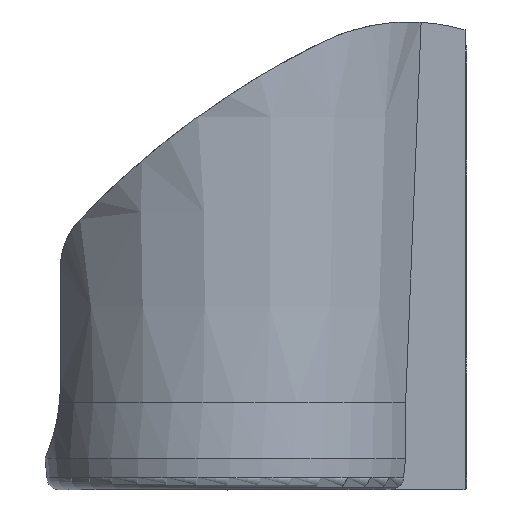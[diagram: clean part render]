
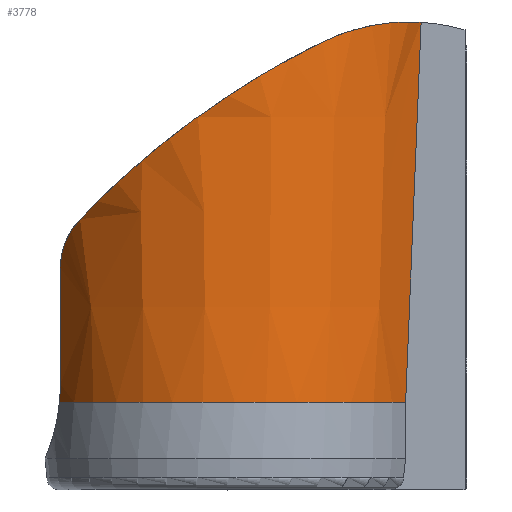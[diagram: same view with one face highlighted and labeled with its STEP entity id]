
A CAD part, top view. The second image highlights one B-rep face of the part: STEP entity #3778.
In plain terms, the highlighted conical face has half-angle 2.201 degrees and reference radius 47 mm.
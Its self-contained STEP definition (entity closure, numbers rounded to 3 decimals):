
#24=CONICAL_SURFACE('',#3946,47.,0.038);
#50=CIRCLE('',#3944,47.);
#277=B_SPLINE_CURVE_WITH_KNOTS('',3,(#5218,#5219,#5220,#5221,#5222,#5223,
#5224),.UNSPECIFIED.,.F.,.F.,(4,1,1,1,4),(0.,0.004,
0.008,0.012,0.016),
 .UNSPECIFIED.);
#281=B_SPLINE_CURVE_WITH_KNOTS('',3,(#5275,#5276,#5277,#5278,#5279,#5280,
#5281,#5282,#5283,#5284,#5285,#5286,#5287,#5288,#5289),.UNSPECIFIED.,.F.,
 .F.,(4,1,1,1,1,1,1,1,1,1,1,1,4),(0.,0.01,
0.015,0.02,0.025,0.03,
0.035,0.041,0.051,0.061,
0.066,0.071,0.081),.UNSPECIFIED.);
#283=B_SPLINE_CURVE_WITH_KNOTS('',3,(#5313,#5314,#5315,#5316,#5317,#5318,
#5319,#5320,#5321),.UNSPECIFIED.,.F.,.F.,(4,1,1,1,1,1,4),(0.,
0.01,0.015,0.02,0.03,
0.035,0.04),.UNSPECIFIED.);
#291=B_SPLINE_CURVE_WITH_KNOTS('',3,(#5479,#5480,#5481,#5482),
 .UNSPECIFIED.,.F.,.F.,(4,4),(0.,0.029),
 .UNSPECIFIED.);
#297=B_SPLINE_CURVE_WITH_KNOTS('',3,(#5532,#5533,#5534,#5535),
 .UNSPECIFIED.,.F.,.F.,(4,4),(0.,0.005),
 .UNSPECIFIED.);
#298=B_SPLINE_CURVE_WITH_KNOTS('',3,(#5536,#5537,#5538,#5539),
 .UNSPECIFIED.,.F.,.F.,(4,4),(0.101,0.197),
 .UNSPECIFIED.);
#459=ORIENTED_EDGE('',*,*,#1292,.F.);
#460=ORIENTED_EDGE('',*,*,#1288,.T.);
#461=ORIENTED_EDGE('',*,*,#1293,.F.);
#462=ORIENTED_EDGE('',*,*,#1228,.T.);
#463=ORIENTED_EDGE('',*,*,#1225,.T.);
#464=ORIENTED_EDGE('',*,*,#1219,.T.);
#465=ORIENTED_EDGE('',*,*,#1280,.F.);
#1219=EDGE_CURVE('',#1648,#1647,#277,.T.);
#1225=EDGE_CURVE('',#1652,#1648,#281,.T.);
#1228=EDGE_CURVE('',#1653,#1652,#283,.T.);
#1280=EDGE_CURVE('',#1692,#1647,#291,.T.);
#1288=EDGE_CURVE('',#1697,#1699,#50,.T.);
#1292=EDGE_CURVE('',#1697,#1692,#297,.T.);
#1293=EDGE_CURVE('',#1653,#1699,#298,.T.);
#1647=VERTEX_POINT('',#5217);
#1648=VERTEX_POINT('',#5225);
#1652=VERTEX_POINT('',#5290);
#1653=VERTEX_POINT('',#5322);
#1692=VERTEX_POINT('',#5478);
#1697=VERTEX_POINT('',#5511);
#1699=VERTEX_POINT('',#5515);
#2371=EDGE_LOOP('',(#459,#460,#461,#462,#463,#464,#465));
#2540=FACE_BOUND('',#2371,.T.);
#3778=ADVANCED_FACE('',(#2540),#24,.T.);
#3944=AXIS2_PLACEMENT_3D('',#5516,#4381,#4382);
#3946=AXIS2_PLACEMENT_3D('',#5531,#4385,#4386);
#4381=DIRECTION('',(0.,1.,0.));
#4382=DIRECTION('',(0.,0.,1.));
#4385=DIRECTION('',(0.,1.,0.));
#4386=DIRECTION('',(0.,0.,1.));
#5217=CARTESIAN_POINT('',(-43.115,55.893,21.775));
#5218=CARTESIAN_POINT('',(-38.154,68.203,30.385));
#5219=CARTESIAN_POINT('',(-38.854,67.474,29.461));
#5220=CARTESIAN_POINT('',(-40.123,65.907,27.638));
#5221=CARTESIAN_POINT('',(-41.659,63.172,25.047));
#5222=CARTESIAN_POINT('',(-42.788,59.883,22.77));
#5223=CARTESIAN_POINT('',(-43.113,57.273,21.896));
#5224=CARTESIAN_POINT('',(-43.115,55.893,21.775));
#5225=CARTESIAN_POINT('',(-38.154,68.203,30.385));
#5275=CARTESIAN_POINT('',(22.949,112.875,44.975));
#5276=CARTESIAN_POINT('',(20.127,111.488,46.355));
#5277=CARTESIAN_POINT('',(15.839,109.267,47.958));
#5278=CARTESIAN_POINT('',(10.058,106.017,49.277));
#5279=CARTESIAN_POINT('',(5.676,103.418,49.87));
#5280=CARTESIAN_POINT('',(1.335,100.703,50.067));
#5281=CARTESIAN_POINT('',(-2.909,97.908,49.891));
#5282=CARTESIAN_POINT('',(-7.067,95.03,49.361));
#5283=CARTESIAN_POINT('',(-12.523,91.062,48.188));
#5284=CARTESIAN_POINT('',(-18.974,86.015,45.914));
#5285=CARTESIAN_POINT('',(-24.914,80.933,42.654));
#5286=CARTESIAN_POINT('',(-29.381,76.861,39.421));
#5287=CARTESIAN_POINT('',(-33.563,72.89,35.824));
#5288=CARTESIAN_POINT('',(-36.403,70.028,32.697));
#5289=CARTESIAN_POINT('',(-38.154,68.203,30.385));
#5290=CARTESIAN_POINT('',(22.949,112.875,44.975));
#5313=CARTESIAN_POINT('',(47.925,117.914,16.5));
#5314=CARTESIAN_POINT('',(46.848,117.977,19.636));
#5315=CARTESIAN_POINT('',(44.801,118.049,24.108));
#5316=CARTESIAN_POINT('',(41.215,117.885,29.639));
#5317=CARTESIAN_POINT('',(37.075,117.45,34.807));
#5318=CARTESIAN_POINT('',(32.343,116.504,39.186));
#5319=CARTESIAN_POINT('',(27.028,114.726,42.821));
#5320=CARTESIAN_POINT('',(24.317,113.547,44.306));
#5321=CARTESIAN_POINT('',(22.949,112.875,44.975));
#5322=CARTESIAN_POINT('',(47.925,117.914,16.5));
#5478=CARTESIAN_POINT('',(-43.148,26.619,19.075));
#5479=CARTESIAN_POINT('',(-43.148,26.619,19.075));
#5480=CARTESIAN_POINT('',(-43.137,36.372,20.028));
#5481=CARTESIAN_POINT('',(-43.126,46.131,20.921));
#5482=CARTESIAN_POINT('',(-43.115,55.893,21.775));
#5511=CARTESIAN_POINT('',(-43.372,22.031,18.107));
#5515=CARTESIAN_POINT('',(44.009,22.031,16.5));
#5516=CARTESIAN_POINT('',(0.,22.031,0.));
#5531=CARTESIAN_POINT('',(0.,22.031,0.));
#5532=CARTESIAN_POINT('',(-43.372,22.031,18.107));
#5533=CARTESIAN_POINT('',(-43.228,23.521,18.601));
#5534=CARTESIAN_POINT('',(-43.15,25.05,18.922));
#5535=CARTESIAN_POINT('',(-43.148,26.619,19.075));
#5536=CARTESIAN_POINT('',(47.925,117.914,16.5));
#5537=CARTESIAN_POINT('',(46.625,85.953,16.5));
#5538=CARTESIAN_POINT('',(45.321,53.992,16.5));
#5539=CARTESIAN_POINT('',(44.009,22.031,16.5));
